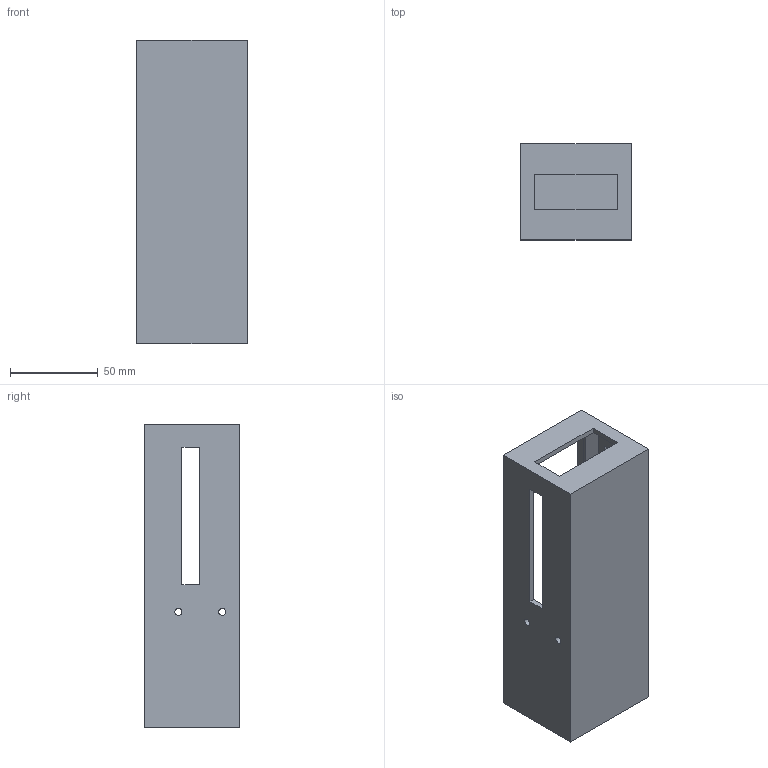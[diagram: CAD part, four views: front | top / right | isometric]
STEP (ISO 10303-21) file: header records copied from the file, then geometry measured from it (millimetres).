
FILE_DESCRIPTION(/* description */ (''),/* implementation_level */ '2;1');
FILE_NAME(/* name */ 'BreadBoardHolder1.stp',/* time_stamp */ '2024-11-24T23:16:01+02:00',/* author */ ('alex2'),/* organization */ (''),/* preprocessor_version */ 'ST-DEVELOPER v19.2',/* originating_system */ 'Autodesk Inventor 2024',/* authorisation */ '');
FILE_SCHEMA (('AUTOMOTIVE_DESIGN { 1 0 10303 214 3 1 1 }'));
Length unit declared in the file: millimetre
Products named in the file (1): BreadBoardHolder1
Bounding box: 63 x 54.5 x 173 mm (x, y, z)
Volume: 105803.8 mm3; surface area: 69936.7 mm2
Topology: 1 solids, 1 shells, 40 faces, 100 edges, 64 vertices
Faces by surface type: plane 36, cylinder 4
Full cylindrical faces by diameter (mm): 4 x4
Entity records: 1239 total; most frequent: CARTESIAN_POINT 205, ORIENTED_EDGE 200, DIRECTION 190, EDGE_CURVE 100, LINE 92, VECTOR 92, VERTEX_POINT 64, EDGE_LOOP 56
